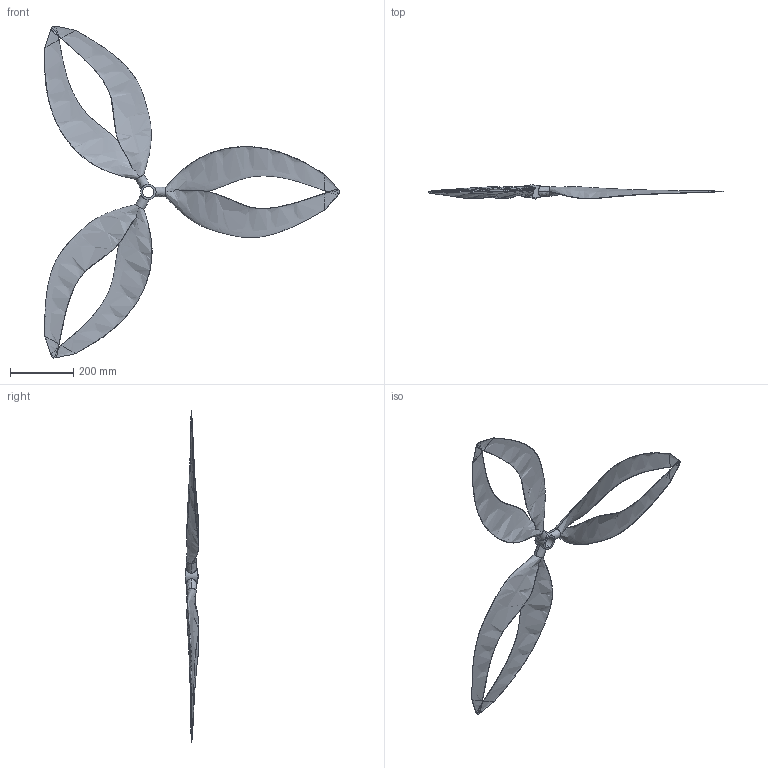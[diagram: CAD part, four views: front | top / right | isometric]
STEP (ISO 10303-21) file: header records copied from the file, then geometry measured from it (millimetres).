
FILE_DESCRIPTION (( 'STEP AP203' ), '1' );
FILE_NAME ('Ingenuity Blade - Twisted - Toroidal - 17.5 DEG - 3 BLADE - modified.STEP', '2025-03-10T13:15:36', ( '' ), ( '' ), 'SwSTEP 2.0', 'SolidWorks 2023', '' );
FILE_SCHEMA (( 'CONFIG_CONTROL_DESIGN' ));
Length unit declared in the file: metre
Products named in the file (1): Ingenuity Blade - Twisted - Toroidal - 17.5 DEG - 3 BLADE - modified
Bounding box: 933.29 x 43.92 x 1051.41 mm (x, y, z)
Volume: 1536861.1 mm3; surface area: 604564.8 mm2
Topology: 3 solids, 3 shells, 60 faces, 150 edges, 93 vertices
Faces by surface type: bspline 39, cylinder 12, plane 9
Entity records: 17702 total; most frequent: CARTESIAN_POINT 16450, ORIENTED_EDGE 300, EDGE_CURVE 150, DIRECTION 134, VERTEX_POINT 93, B_SPLINE_CURVE_WITH_KNOTS 90, EDGE_LOOP 69, ADVANCED_FACE 60
